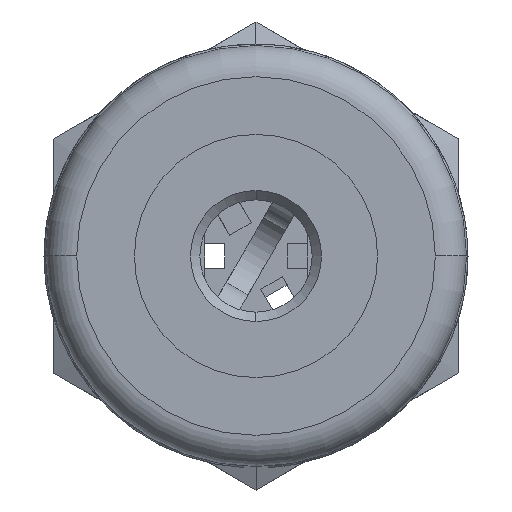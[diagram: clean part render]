
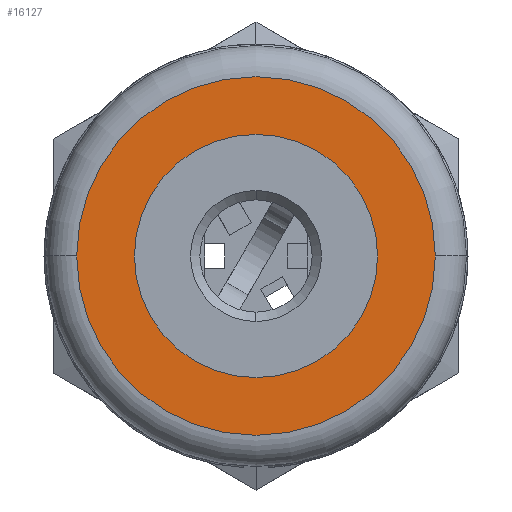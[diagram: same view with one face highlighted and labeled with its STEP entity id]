
A CAD part, left-side view. The second image highlights one B-rep face of the part: STEP entity #16127.
In plain terms, the highlighted planar face has unit normal (-1, 0, 0).
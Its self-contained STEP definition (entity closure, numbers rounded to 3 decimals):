
#2476 = DIRECTION ( 'NONE',  ( -1., 0., 0. ) ) ;
#2541 = EDGE_LOOP ( 'NONE', ( #8812, #33654 ) ) ;
#3023 = CARTESIAN_POINT ( 'NONE',  ( 0., 0., 3.75 ) ) ;
#3092 = DIRECTION ( 'NONE',  ( 0., 0., -1. ) ) ;
#3998 = AXIS2_PLACEMENT_3D ( 'NONE', #4444, #23909, #20881 ) ;
#4444 = CARTESIAN_POINT ( 'NONE',  ( 0., 0., 0. ) ) ;
#7591 = AXIS2_PLACEMENT_3D ( 'NONE', #8295, #13846, #3092 ) ;
#8295 = CARTESIAN_POINT ( 'NONE',  ( 0., 0., -6.75 ) ) ;
#8367 = EDGE_LOOP ( 'NONE', ( #16953, #12335 ) ) ;
#8812 = ORIENTED_EDGE ( 'NONE', *, *, #16928, .T. ) ;
#8964 = DIRECTION ( 'NONE',  ( 0., 0., 1. ) ) ;
#9674 = CARTESIAN_POINT ( 'NONE',  ( 0., 0., -5.75 ) ) ;
#12335 = ORIENTED_EDGE ( 'NONE', *, *, #24817, .F. ) ;
#13846 = DIRECTION ( 'NONE',  ( 1., 0., 0. ) ) ;
#14301 = DIRECTION ( 'NONE',  ( 0., 0., -1. ) ) ;
#14305 = CIRCLE ( 'NONE', #25920, 5.75 ) ;
#15175 = FACE_BOUND ( 'NONE', #8367, .T. ) ;
#15420 = CIRCLE ( 'NONE', #3998, 3.75 ) ;
#16127 = ADVANCED_FACE ( 'NONE', ( #25986, #15175 ), #16995, .F. ) ;
#16928 = EDGE_CURVE ( 'NONE', #20939, #25387, #14305, .T. ) ;
#16953 = ORIENTED_EDGE ( 'NONE', *, *, #20543, .F. ) ;
#16995 = PLANE ( 'NONE',  #7591 ) ;
#18884 = CIRCLE ( 'NONE', #32545, 5.75 ) ;
#19166 = DIRECTION ( 'NONE',  ( 0., 0., -1. ) ) ;
#19418 = CARTESIAN_POINT ( 'NONE',  ( 0., 0., 5.75 ) ) ;
#20095 = CARTESIAN_POINT ( 'NONE',  ( 0., 0., 0. ) ) ;
#20117 = CARTESIAN_POINT ( 'NONE',  ( 0., 0., 0. ) ) ;
#20543 = EDGE_CURVE ( 'NONE', #33043, #20821, #22439, .T. ) ;
#20799 = CARTESIAN_POINT ( 'NONE',  ( 0., 0., -3.75 ) ) ;
#20821 = VERTEX_POINT ( 'NONE', #20799 ) ;
#20881 = DIRECTION ( 'NONE',  ( 0., 0., 1. ) ) ;
#20898 = AXIS2_PLACEMENT_3D ( 'NONE', #20095, #31450, #8964 ) ;
#20939 = VERTEX_POINT ( 'NONE', #9674 ) ;
#22439 = CIRCLE ( 'NONE', #20898, 3.75 ) ;
#23909 = DIRECTION ( 'NONE',  ( -1., 0., 0. ) ) ;
#24259 = CARTESIAN_POINT ( 'NONE',  ( 0., 0., 0. ) ) ;
#24817 = EDGE_CURVE ( 'NONE', #20821, #33043, #15420, .T. ) ;
#25387 = VERTEX_POINT ( 'NONE', #19418 ) ;
#25920 = AXIS2_PLACEMENT_3D ( 'NONE', #24259, #2476, #19166 ) ;
#25986 = FACE_OUTER_BOUND ( 'NONE', #2541, .T. ) ;
#28699 = EDGE_CURVE ( 'NONE', #25387, #20939, #18884, .T. ) ;
#31117 = DIRECTION ( 'NONE',  ( -1., 0., 0. ) ) ;
#31450 = DIRECTION ( 'NONE',  ( -1., 0., 0. ) ) ;
#32545 = AXIS2_PLACEMENT_3D ( 'NONE', #20117, #31117, #14301 ) ;
#33043 = VERTEX_POINT ( 'NONE', #3023 ) ;
#33654 = ORIENTED_EDGE ( 'NONE', *, *, #28699, .T. ) ;
